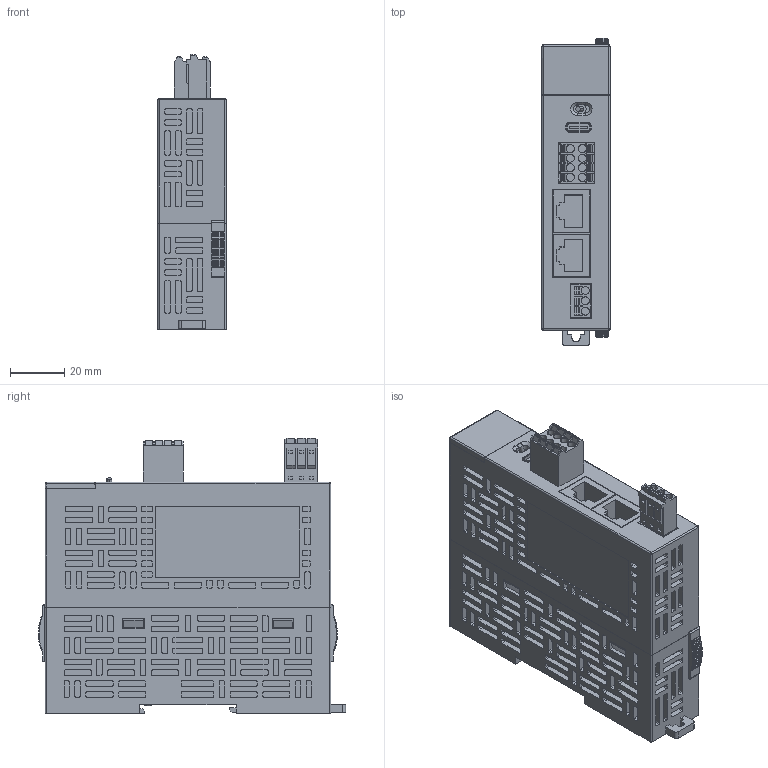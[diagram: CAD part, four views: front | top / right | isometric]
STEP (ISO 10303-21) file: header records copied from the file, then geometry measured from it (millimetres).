
FILE_DESCRIPTION((''),'2;1');
FILE_NAME('SC5-C0A4','2024-11-13T09:32:21',('Lenovo'),(''),'CREO PARAMETRIC BY PTC INC, 2020033','CREO PARAMETRIC BY PTC INC, 2020033','');
FILE_SCHEMA(('CONFIG_CONTROL_DESIGN'));
Products named in the file (1): SC5-C0A4
Bounding box: 25 x 112.94 x 101.1 mm (x, y, z)
Volume: 208269.8 mm3; surface area: 54265 mm2
Topology: 4 solids, 4 shells, 3343 faces, 8807 edges, 5862 vertices
Faces by surface type: plane 2038, cylinder 1259, extrusion 28, torus 8, cone 6, sphere 4
Entity records: 103729 total; most frequent: CARTESIAN_POINT 18468, DIRECTION 17893, ORIENTED_EDGE 17614, EDGE_CURVE 8807, VECTOR 6183, LINE 6155, VERTEX_POINT 5862, AXIS2_PLACEMENT_3D 5855
